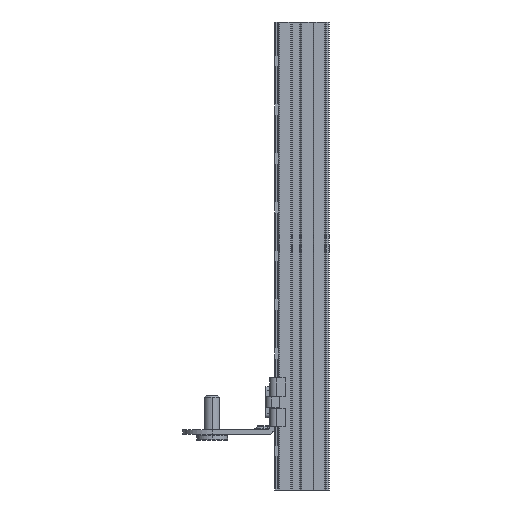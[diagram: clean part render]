
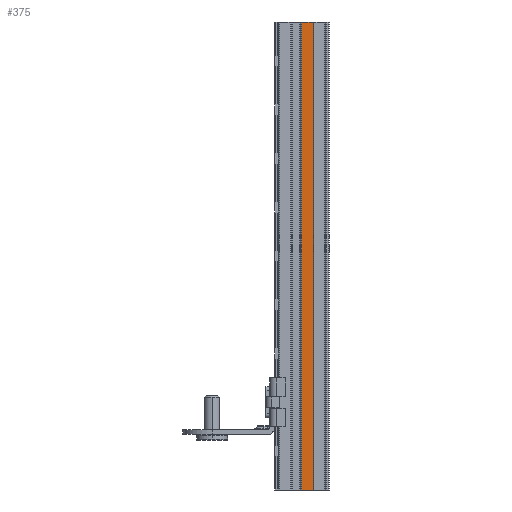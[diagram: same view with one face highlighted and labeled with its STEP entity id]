
A CAD part, left-side view. The second image highlights one B-rep face of the part: STEP entity #375.
In plain terms, the highlighted planar face has unit normal (-1, 0, 0).
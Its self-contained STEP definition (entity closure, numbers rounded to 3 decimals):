
#375=ADVANCED_FACE('',(#2056),#2057,.F.);
#2056=FACE_OUTER_BOUND('',#5808,.T.);
#2057=PLANE('',#5809);
#5808=EDGE_LOOP('',(#12498,#12499,#12500,#12501));
#5809=AXIS2_PLACEMENT_3D('',#12502,#12503,#12504);
#12498=ORIENTED_EDGE('',*,*,#23087,.F.);
#12499=ORIENTED_EDGE('',*,*,#23420,.F.);
#12500=ORIENTED_EDGE('',*,*,#23191,.T.);
#12501=ORIENTED_EDGE('',*,*,#23421,.F.);
#12502=CARTESIAN_POINT('',(-30.5,14.5,0.0));
#12503=DIRECTION('',(1.0,0.0,0.0));
#12504=DIRECTION('',(0.0,1.0,0.0));
#23087=EDGE_CURVE('',#27258,#27260,#27261,.T.);
#23191=EDGE_CURVE('',#27450,#27448,#27451,.T.);
#23420=EDGE_CURVE('',#27450,#27258,#27816,.T.);
#23421=EDGE_CURVE('',#27260,#27448,#27817,.T.);
#27258=VERTEX_POINT('',#34137);
#27260=VERTEX_POINT('',#34139);
#27261=LINE('',#34140,#34141);
#27448=VERTEX_POINT('',#34395);
#27450=VERTEX_POINT('',#34397);
#27451=LINE('',#34398,#34399);
#27816=LINE('',#34941,#34942);
#27817=LINE('',#34943,#34944);
#34137=CARTESIAN_POINT('',(-30.5,14.0,0.0));
#34139=CARTESIAN_POINT('',(-30.5,8.2,0.0));
#34140=CARTESIAN_POINT('',(-30.5,14.0,0.0));
#34141=VECTOR('',#43916,5.8);
#34395=CARTESIAN_POINT('',(-30.5,8.2,-240.0));
#34397=CARTESIAN_POINT('',(-30.5,14.0,-240.0));
#34398=CARTESIAN_POINT('',(-30.5,14.0,-240.0));
#34399=VECTOR('',#44104,5.8);
#34941=CARTESIAN_POINT('',(-30.5,14.0,-240.0));
#34942=VECTOR('',#44435,240.0);
#34943=CARTESIAN_POINT('',(-30.5,8.2,0.0));
#34944=VECTOR('',#44436,240.0);
#43916=DIRECTION('',(0.0,-1.0,0.0));
#44104=DIRECTION('',(0.0,-1.0,0.0));
#44435=DIRECTION('',(0.0,0.0,1.0));
#44436=DIRECTION('',(0.0,0.0,-1.0));
